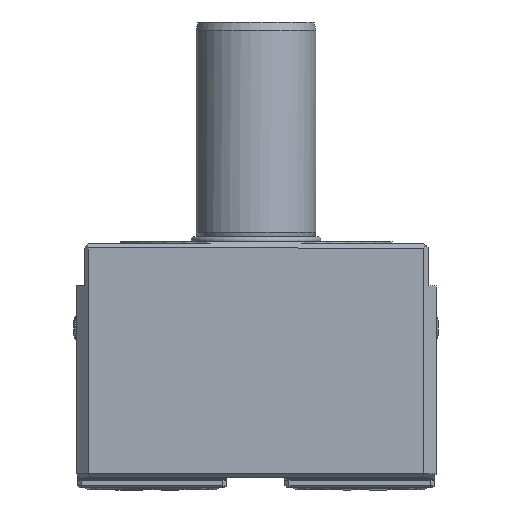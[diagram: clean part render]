
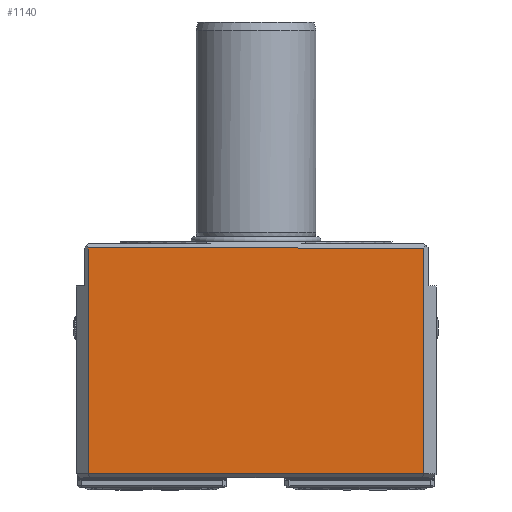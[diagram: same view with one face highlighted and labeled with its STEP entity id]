
A CAD part, front view. The second image highlights one B-rep face of the part: STEP entity #1140.
In plain terms, the highlighted planar face has unit normal (0, -1, 0).
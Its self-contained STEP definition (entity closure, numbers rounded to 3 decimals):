
#292=LINE('',#6739,#665);
#295=LINE('',#6744,#668);
#297=LINE('',#6747,#670);
#299=LINE('',#6751,#672);
#665=VECTOR('',#5057,1.);
#668=VECTOR('',#5062,1.);
#670=VECTOR('',#5066,1.);
#672=VECTOR('',#5070,1.);
#1140=ADVANCED_FACE('',(#1540),#1356,.F.);
#1356=PLANE('',#4322);
#1540=FACE_OUTER_BOUND('',#1739,.T.);
#1739=EDGE_LOOP('',(#2412,#2413,#2414,#2415));
#2412=ORIENTED_EDGE('',*,*,#3718,.T.);
#2413=ORIENTED_EDGE('',*,*,#3716,.F.);
#2414=ORIENTED_EDGE('',*,*,#3714,.T.);
#2415=ORIENTED_EDGE('',*,*,#3711,.T.);
#3201=VERTEX_POINT('',#6586);
#3206=VERTEX_POINT('',#6599);
#3252=VERTEX_POINT('',#6740);
#3253=VERTEX_POINT('',#6748);
#3711=EDGE_CURVE('',#3201,#3252,#292,.T.);
#3714=EDGE_CURVE('',#3206,#3201,#295,.T.);
#3716=EDGE_CURVE('',#3206,#3253,#297,.T.);
#3718=EDGE_CURVE('',#3252,#3253,#299,.T.);
#4322=AXIS2_PLACEMENT_3D('',#6756,#5076,#5077);
#5057=DIRECTION('',(0.,0.,1.));
#5062=DIRECTION('',(1.,0.,0.));
#5066=DIRECTION('',(0.,0.,1.));
#5070=DIRECTION('',(-1.,0.,0.));
#5076=DIRECTION('',(0.,1.,0.));
#5077=DIRECTION('',(1.,0.,0.));
#6586=CARTESIAN_POINT('',(42.,-33.,-58.));
#6599=CARTESIAN_POINT('',(-42.,-33.,-58.));
#6739=CARTESIAN_POINT('',(42.,-33.,-59.));
#6740=CARTESIAN_POINT('',(42.,-33.,-1.5));
#6744=CARTESIAN_POINT('',(42.,-33.,-58.));
#6747=CARTESIAN_POINT('',(-42.,-33.,-59.));
#6748=CARTESIAN_POINT('',(-42.,-33.,-1.5));
#6751=CARTESIAN_POINT('',(8.185,-33.,-1.5));
#6756=CARTESIAN_POINT('',(42.,-33.,-59.));
